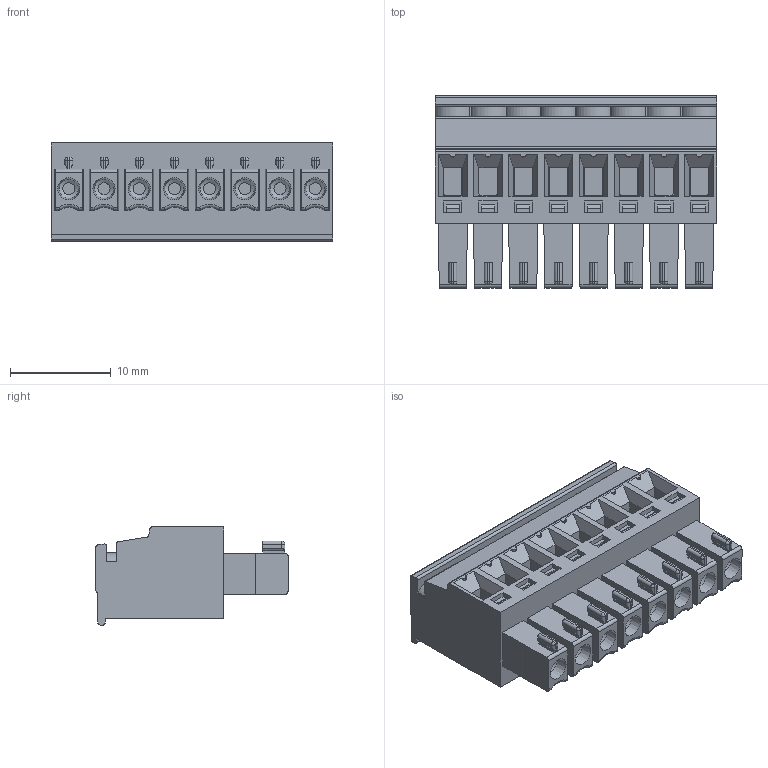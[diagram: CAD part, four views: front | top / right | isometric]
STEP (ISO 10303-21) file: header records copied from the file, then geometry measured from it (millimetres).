
FILE_DESCRIPTION(('STEP AP214'),'1');
FILE_NAME('SV08-3,5-F.stp','2019-10-03T14:10:32',(' '),(' '),'Spatial InterOp 3D',' ',' ');
FILE_SCHEMA(('automotive_design'));
Length unit declared in the file: metre
Products named in the file (1): 1
Bounding box: 28 x 19.1 x 9.75 mm (x, y, z)
Volume: 3138.6 mm3; surface area: 3050.2 mm2
Topology: 1 solids, 1 shells, 613 faces, 1541 edges, 990 vertices
Faces by surface type: plane 398, cylinder 174, sphere 16, cone 16, torus 8, extrusion 1
Full cylindrical faces by diameter (mm): 1.2 x8, 3 x8
Entity records: 22976 total; most frequent: CARTESIAN_POINT 3404, ORIENTED_EDGE 2986, DIRECTION 2978, EDGE_CURVE 1493, VECTOR 1104, LINE 1103, VERTEX_POINT 990, AXIS2_PLACEMENT_3D 937
